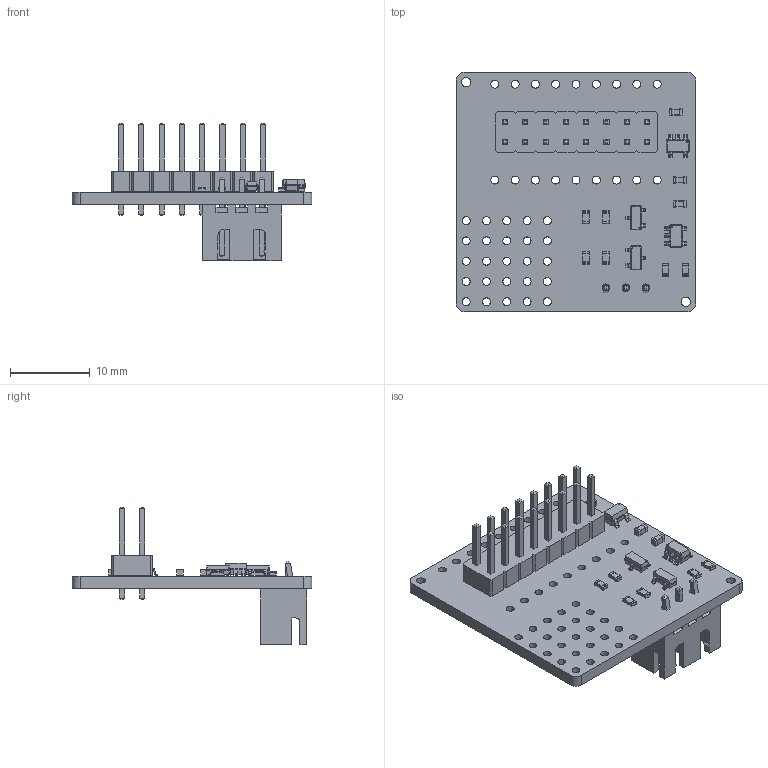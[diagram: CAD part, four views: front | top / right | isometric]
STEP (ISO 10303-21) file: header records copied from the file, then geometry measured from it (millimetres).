
FILE_DESCRIPTION(('KiCad electronic assembly'),'2;1');
FILE_NAME('light.step','2025-08-25T12:51:00',('Pcbnew'),('Kicad'), 'Open CASCADE STEP processor 7.8','KiCad to STEP converter','Unknown' );
FILE_SCHEMA(('AUTOMOTIVE_DESIGN { 1 0 10303 214 1 1 1 1 }'));
Length unit declared in the file: millimetre
Products named in the file (8): light 1; SOT-23; PinHeader_2x08_P2.54mm_Vertical; R_0603_1608Metric; SOT-23-5; C_0603_1608Metric; JST_XH_B3B-XH-A_1x03_P2.50mm_Vertical; light_PCB
Assembly tree (16 placements, depth 2):
  light 1
    SOT-23  x2
    PinHeader_2x08_P2.54mm_Vertical
    R_0603_1608Metric  x6
    SOT-23-5  x2
    C_0603_1608Metric  x3
    JST_XH_B3B-XH-A_1x03_P2.50mm_Vertical
    light_PCB
Bounding box: 30 x 30 x 17.22 mm (x, y, z)
Volume: 1829.3 mm3; surface area: 3541.3 mm2
Topology: 16 solids, 16 shells, 1113 faces, 2825 edges, 1792 vertices
Faces by surface type: plane 829, cylinder 220, bspline 64
Full cylindrical faces by diameter (mm): 0.95 x3, 1 x59, 1.152 x2
Entity records: 27641 total; most frequent: CARTESIAN_POINT 4013, ORIENTED_EDGE 3796, DIRECTION 3582, EDGE_CURVE 1898, LINE 1600, VECTOR 1600, VERTEX_POINT 1198, AXIS2_PLACEMENT_3D 991
